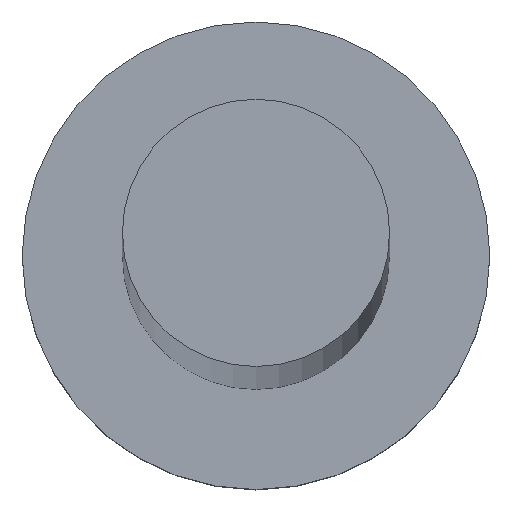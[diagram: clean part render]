
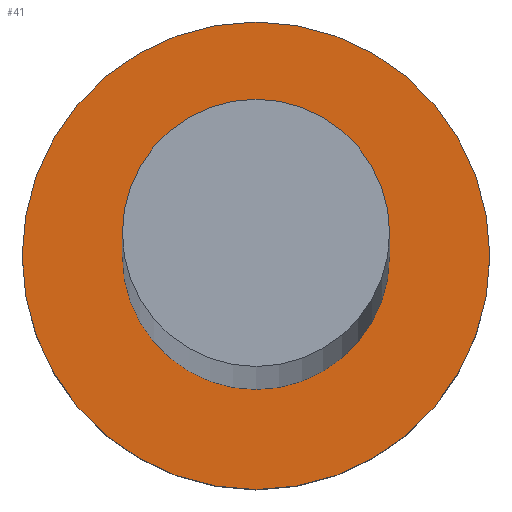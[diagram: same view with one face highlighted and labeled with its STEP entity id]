
A CAD part, top view. The second image highlights one B-rep face of the part: STEP entity #41.
In plain terms, the highlighted planar face has unit normal (0, 0, 1).
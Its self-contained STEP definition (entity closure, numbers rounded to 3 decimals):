
#3 = DIRECTION ( 'NONE',  ( 0., 0., 1. ) ) ;
#5 = DIRECTION ( 'NONE',  ( 1., 0., 0. ) ) ;
#7 = DIRECTION ( 'NONE',  ( 1., 0., 0. ) ) ;
#13 = CARTESIAN_POINT ( 'NONE',  ( 7., 0., 6.5 ) ) ;
#27 = FACE_OUTER_BOUND ( 'NONE', #237, .T. ) ;
#28 = PLANE ( 'NONE',  #234 ) ;
#32 = CIRCLE ( 'NONE', #159, 7. ) ;
#41 = ADVANCED_FACE ( 'NONE', ( #199, #27 ), #28, .T. ) ;
#42 = ORIENTED_EDGE ( 'NONE', *, *, #200, .F. ) ;
#44 = DIRECTION ( 'NONE',  ( 0., 0., 1. ) ) ;
#45 = CIRCLE ( 'NONE', #183, 4. ) ;
#48 = DIRECTION ( 'NONE',  ( 0., 0., 1. ) ) ;
#69 = VERTEX_POINT ( 'NONE', #118 ) ;
#98 = CARTESIAN_POINT ( 'NONE',  ( 0., 0., 6.5 ) ) ;
#100 = DIRECTION ( 'NONE',  ( 1., 0., 0. ) ) ;
#106 = CIRCLE ( 'NONE', #180, 4. ) ;
#114 = ORIENTED_EDGE ( 'NONE', *, *, #205, .T. ) ;
#117 = EDGE_CURVE ( 'NONE', #254, #213, #45, .T. ) ;
#118 = CARTESIAN_POINT ( 'NONE',  ( -7., 0., 6.5 ) ) ;
#120 = CARTESIAN_POINT ( 'NONE',  ( 0., 0., 6.5 ) ) ;
#130 = EDGE_CURVE ( 'NONE', #69, #235, #32, .T. ) ;
#138 = CARTESIAN_POINT ( 'NONE',  ( 0., 0., 6.5 ) ) ;
#151 = ORIENTED_EDGE ( 'NONE', *, *, #130, .T. ) ;
#156 = DIRECTION ( 'NONE',  ( 1., 0., 0. ) ) ;
#159 = AXIS2_PLACEMENT_3D ( 'NONE', #98, #179, #7 ) ;
#162 = CARTESIAN_POINT ( 'NONE',  ( 4., 0., 6.5 ) ) ;
#164 = ORIENTED_EDGE ( 'NONE', *, *, #117, .F. ) ;
#174 = AXIS2_PLACEMENT_3D ( 'NONE', #241, #44, #5 ) ;
#179 = DIRECTION ( 'NONE',  ( 0., 0., 1. ) ) ;
#180 = AXIS2_PLACEMENT_3D ( 'NONE', #194, #3, #156 ) ;
#183 = AXIS2_PLACEMENT_3D ( 'NONE', #120, #221, #243 ) ;
#188 = EDGE_LOOP ( 'NONE', ( #42, #164 ) ) ;
#194 = CARTESIAN_POINT ( 'NONE',  ( 0., 0., 6.5 ) ) ;
#199 = FACE_BOUND ( 'NONE', #188, .T. ) ;
#200 = EDGE_CURVE ( 'NONE', #213, #254, #106, .T. ) ;
#202 = CARTESIAN_POINT ( 'NONE',  ( -4., 0., 6.5 ) ) ;
#205 = EDGE_CURVE ( 'NONE', #235, #69, #233, .T. ) ;
#213 = VERTEX_POINT ( 'NONE', #202 ) ;
#221 = DIRECTION ( 'NONE',  ( 0., 0., 1. ) ) ;
#233 = CIRCLE ( 'NONE', #174, 7. ) ;
#234 = AXIS2_PLACEMENT_3D ( 'NONE', #138, #48, #100 ) ;
#235 = VERTEX_POINT ( 'NONE', #13 ) ;
#237 = EDGE_LOOP ( 'NONE', ( #151, #114 ) ) ;
#241 = CARTESIAN_POINT ( 'NONE',  ( 0., 0., 6.5 ) ) ;
#243 = DIRECTION ( 'NONE',  ( 1., 0., 0. ) ) ;
#254 = VERTEX_POINT ( 'NONE', #162 ) ;
